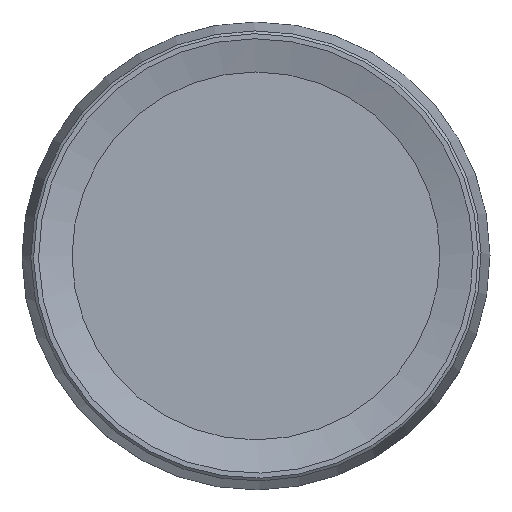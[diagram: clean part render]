
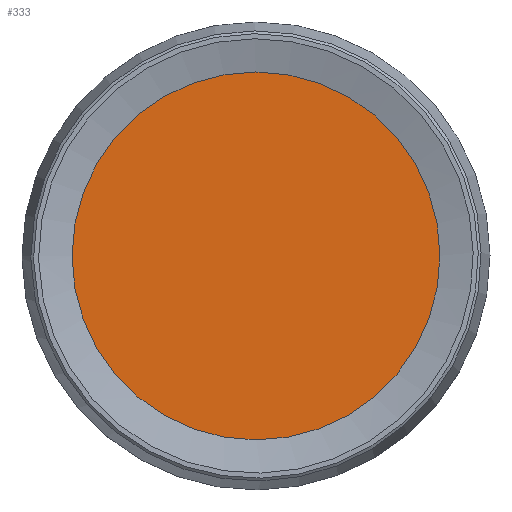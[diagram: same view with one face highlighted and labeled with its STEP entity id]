
A CAD part, top view. The second image highlights one B-rep face of the part: STEP entity #333.
In plain terms, the highlighted planar face has unit normal (0, 0, 1).
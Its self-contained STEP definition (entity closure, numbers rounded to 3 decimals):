
#333=ADVANCED_FACE('',(#349),#347,.F.);
#347=PLANE('',#558);
#349=FACE_OUTER_BOUND('',#377,.T.);
#377=EDGE_LOOP('',(#429));
#429=ORIENTED_EDGE('',*,*,#493,.T.);
#467=VERTEX_POINT('',#749);
#493=EDGE_CURVE('',#467,#467,#519,.T.);
#519=CIRCLE('',#557,52.535);
#557=AXIS2_PLACEMENT_3D('',#748,#622,#623);
#558=AXIS2_PLACEMENT_3D('',#767,#625,#626);
#622=DIRECTION('',(0.,0.,1.));
#623=DIRECTION('',(1.,0.,0.));
#625=DIRECTION('',(0.,0.,-1.));
#626=DIRECTION('',(-1.,0.,0.));
#748=CARTESIAN_POINT('',(0.,0.,-2.5));
#749=CARTESIAN_POINT('',(52.535,0.,-2.5));
#767=CARTESIAN_POINT('',(-52.535,0.,-2.5));
